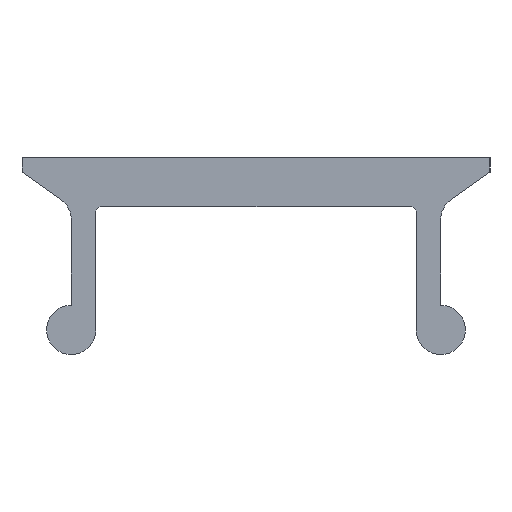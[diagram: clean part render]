
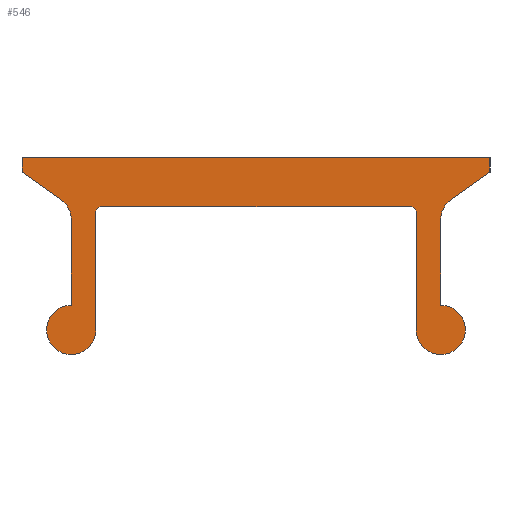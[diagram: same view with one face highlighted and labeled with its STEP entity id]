
A CAD part, left-side view. The second image highlights one B-rep face of the part: STEP entity #546.
In plain terms, the highlighted planar face has unit normal (-1, 0, 0).
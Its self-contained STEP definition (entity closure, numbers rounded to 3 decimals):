
#2 = LINE ( 'NONE', #23, #25 ) ;
#8 = DIRECTION ( 'NONE',  ( 0., 0., 1. ) ) ;
#10 = CARTESIAN_POINT ( 'NONE',  ( 0., 277.942, 138.358 ) ) ;
#11 = AXIS2_PLACEMENT_3D ( 'NONE', #10, #20, #26 ) ;
#13 = VECTOR ( 'NONE', #8, 1000. ) ;
#14 = CARTESIAN_POINT ( 'NONE',  ( 0., 286.442, 141.558 ) ) ;
#15 = LINE ( 'NONE', #14, #13 ) ;
#20 = DIRECTION ( 'NONE',  ( 1., 0., 0. ) ) ;
#22 = DIRECTION ( 'NONE',  ( 0., 0., -1. ) ) ;
#23 = CARTESIAN_POINT ( 'NONE',  ( 0., 276.942, 141.858 ) ) ;
#25 = VECTOR ( 'NONE', #22, 1000. ) ;
#26 = DIRECTION ( 'NONE',  ( 0., 0., -1. ) ) ;
#27 = CIRCLE ( 'NONE', #11, 0.5 ) ;
#32 = DIRECTION ( 'NONE',  ( -1., 0., 0. ) ) ;
#44 = DIRECTION ( 'NONE',  ( 0., 0., -1. ) ) ;
#52 = CARTESIAN_POINT ( 'NONE',  ( 0., 277.442, 140.598 ) ) ;
#53 = CIRCLE ( 'NONE', #59, 0.5 ) ;
#56 = CARTESIAN_POINT ( 'NONE',  ( 0., 278.442, 138.358 ) ) ;
#59 = AXIS2_PLACEMENT_3D ( 'NONE', #52, #64, #63 ) ;
#60 = CARTESIAN_POINT ( 'NONE',  ( 0., 277.729, 141.007 ) ) ;
#63 = DIRECTION ( 'NONE',  ( 0., 0., -1. ) ) ;
#64 = DIRECTION ( 'NONE',  ( -1., 0., 0. ) ) ;
#80 = LINE ( 'NONE', #95, #88 ) ;
#82 = DIRECTION ( 'NONE',  ( 0., 0., -1. ) ) ;
#83 = CIRCLE ( 'NONE', #97, 0.5 ) ;
#86 = CARTESIAN_POINT ( 'NONE',  ( 0., 277.942, 140.598 ) ) ;
#88 = VECTOR ( 'NONE', #96, 1000. ) ;
#91 = DIRECTION ( 'NONE',  ( 1., 0., 0. ) ) ;
#92 = CARTESIAN_POINT ( 'NONE',  ( 0., 285.442, 138.358 ) ) ;
#95 = CARTESIAN_POINT ( 'NONE',  ( 0., 277.942, 140.598 ) ) ;
#96 = DIRECTION ( 'NONE',  ( 0., 0., -1. ) ) ;
#97 = AXIS2_PLACEMENT_3D ( 'NONE', #92, #91, #82 ) ;
#112 = CARTESIAN_POINT ( 'NONE',  ( 0., 284.842, 140.758 ) ) ;
#119 = CARTESIAN_POINT ( 'NONE',  ( 0., 285.442, 138.858 ) ) ;
#120 = CARTESIAN_POINT ( 'NONE',  ( 0., 284.942, 138.358 ) ) ;
#125 = DIRECTION ( 'NONE',  ( 1., 0., 0. ) ) ;
#129 = DIRECTION ( 'NONE',  ( 0., 0., -1. ) ) ;
#130 = CARTESIAN_POINT ( 'NONE',  ( 0., 286.442, 141.558 ) ) ;
#133 = DIRECTION ( 'NONE',  ( 0., 0., 1. ) ) ;
#134 = VECTOR ( 'NONE', #133, 1000. ) ;
#135 = CARTESIAN_POINT ( 'NONE',  ( 0., 285.655, 141.007 ) ) ;
#138 = FACE_OUTER_BOUND ( 'NONE', #545, .T. ) ;
#142 = DIRECTION ( 'NONE',  ( -1., 0., 0. ) ) ;
#150 = AXIS2_PLACEMENT_3D ( 'NONE', #151, #125, #129 ) ;
#151 = CARTESIAN_POINT ( 'NONE',  ( 0., 285.442, 138.358 ) ) ;
#152 = CIRCLE ( 'NONE', #184, 0.5 ) ;
#158 = CIRCLE ( 'NONE', #159, 0.1 ) ;
#159 = AXIS2_PLACEMENT_3D ( 'NONE', #112, #32, #44 ) ;
#166 = CARTESIAN_POINT ( 'NONE',  ( 0., 276.942, 141.858 ) ) ;
#172 = CARTESIAN_POINT ( 'NONE',  ( 0., 286.442, 141.858 ) ) ;
#173 = DIRECTION ( 'NONE',  ( 0., 0.819, 0.573 ) ) ;
#174 = VECTOR ( 'NONE', #173, 1000. ) ;
#175 = CARTESIAN_POINT ( 'NONE',  ( 0., 285.655, 141.007 ) ) ;
#176 = LINE ( 'NONE', #175, #174 ) ;
#177 = PLANE ( 'NONE',  #150 ) ;
#183 = DIRECTION ( 'NONE',  ( 0., 0., -1. ) ) ;
#184 = AXIS2_PLACEMENT_3D ( 'NONE', #194, #142, #183 ) ;
#185 = CARTESIAN_POINT ( 'NONE',  ( 0., 285.442, 138.858 ) ) ;
#186 = LINE ( 'NONE', #185, #134 ) ;
#194 = CARTESIAN_POINT ( 'NONE',  ( 0., 285.942, 140.598 ) ) ;
#209 = CARTESIAN_POINT ( 'NONE',  ( 0., 285.442, 140.598 ) ) ;
#213 = CARTESIAN_POINT ( 'NONE',  ( 0., 276.942, 141.558 ) ) ;
#299 = LINE ( 'NONE', #300, #316 ) ;
#300 = CARTESIAN_POINT ( 'NONE',  ( 0., 286.442, 141.858 ) ) ;
#316 = VECTOR ( 'NONE', #317, 1000. ) ;
#317 = DIRECTION ( 'NONE',  ( 0., -1., 0. ) ) ;
#324 = VERTEX_POINT ( 'NONE', #413 ) ;
#326 = VERTEX_POINT ( 'NONE', #435 ) ;
#332 = EDGE_CURVE ( 'NONE', #520, #324, #453, .T. ) ;
#336 = EDGE_CURVE ( 'NONE', #324, #326, #447, .T. ) ;
#338 = VERTEX_POINT ( 'NONE', #434 ) ;
#347 = EDGE_CURVE ( 'NONE', #326, #338, #431, .T. ) ;
#368 = CARTESIAN_POINT ( 'NONE',  ( 0., 284.942, 140.758 ) ) ;
#372 = LINE ( 'NONE', #368, #387 ) ;
#373 = DIRECTION ( 'NONE',  ( 0., 0., -1. ) ) ;
#387 = VECTOR ( 'NONE', #373, 1000. ) ;
#388 = CARTESIAN_POINT ( 'NONE',  ( 0., 277.942, 138.858 ) ) ;
#391 = CARTESIAN_POINT ( 'NONE',  ( 0., 278.542, 140.758 ) ) ;
#397 = CARTESIAN_POINT ( 'NONE',  ( 0., 278.442, 138.358 ) ) ;
#410 = VECTOR ( 'NONE', #437, 1000. ) ;
#411 = DIRECTION ( 'NONE',  ( 0., 1., 0. ) ) ;
#412 = VECTOR ( 'NONE', #411, 1000. ) ;
#413 = CARTESIAN_POINT ( 'NONE',  ( 0., 278.442, 140.758 ) ) ;
#418 = DIRECTION ( 'NONE',  ( -1., 0., 0. ) ) ;
#426 = CARTESIAN_POINT ( 'NONE',  ( 0., 284.942, 140.758 ) ) ;
#428 = AXIS2_PLACEMENT_3D ( 'NONE', #391, #418, #429 ) ;
#429 = DIRECTION ( 'NONE',  ( 0., 0., -1. ) ) ;
#430 = CARTESIAN_POINT ( 'NONE',  ( 0., 278.542, 140.858 ) ) ;
#431 = LINE ( 'NONE', #430, #412 ) ;
#434 = CARTESIAN_POINT ( 'NONE',  ( 0., 284.842, 140.858 ) ) ;
#435 = CARTESIAN_POINT ( 'NONE',  ( 0., 278.542, 140.858 ) ) ;
#437 = DIRECTION ( 'NONE',  ( 0., 0., 1. ) ) ;
#447 = CIRCLE ( 'NONE', #428, 0.1 ) ;
#453 = LINE ( 'NONE', #397, #410 ) ;
#465 = VERTEX_POINT ( 'NONE', #426 ) ;
#468 = EDGE_CURVE ( 'NONE', #465, #591, #372, .T. ) ;
#481 = VERTEX_POINT ( 'NONE', #388 ) ;
#484 = EDGE_CURVE ( 'NONE', #640, #516, #561, .T. ) ;
#492 = EDGE_CURVE ( 'NONE', #614, #624, #299, .T. ) ;
#502 = EDGE_CURVE ( 'NONE', #481, #520, #27, .T. ) ;
#504 = EDGE_CURVE ( 'NONE', #604, #614, #15, .T. ) ;
#516 = VERTEX_POINT ( 'NONE', #60 ) ;
#520 = VERTEX_POINT ( 'NONE', #56 ) ;
#527 = EDGE_CURVE ( 'NONE', #516, #532, #53, .T. ) ;
#528 = EDGE_CURVE ( 'NONE', #532, #481, #80, .T. ) ;
#532 = VERTEX_POINT ( 'NONE', #86 ) ;
#538 = ORIENTED_EDGE ( 'NONE', *, *, #528, .F. ) ;
#539 = ORIENTED_EDGE ( 'NONE', *, *, #579, .F. ) ;
#540 = ORIENTED_EDGE ( 'NONE', *, *, #605, .F. ) ;
#541 = ORIENTED_EDGE ( 'NONE', *, *, #504, .F. ) ;
#543 = ORIENTED_EDGE ( 'NONE', *, *, #484, .F. ) ;
#544 = ORIENTED_EDGE ( 'NONE', *, *, #492, .F. ) ;
#545 = EDGE_LOOP ( 'NONE', ( #547, #550, #557, #549, #551, #554, #555, #538, #556, #543, #553, #544, #541, #540, #539, #552 ) ) ;
#546 = ADVANCED_FACE ( 'NONE', ( #138 ), #177, .F. ) ;
#547 = ORIENTED_EDGE ( 'NONE', *, *, #631, .F. ) ;
#549 = ORIENTED_EDGE ( 'NONE', *, *, #347, .F. ) ;
#550 = ORIENTED_EDGE ( 'NONE', *, *, #468, .F. ) ;
#551 = ORIENTED_EDGE ( 'NONE', *, *, #336, .F. ) ;
#552 = ORIENTED_EDGE ( 'NONE', *, *, #599, .F. ) ;
#553 = ORIENTED_EDGE ( 'NONE', *, *, #623, .F. ) ;
#554 = ORIENTED_EDGE ( 'NONE', *, *, #332, .F. ) ;
#555 = ORIENTED_EDGE ( 'NONE', *, *, #502, .F. ) ;
#556 = ORIENTED_EDGE ( 'NONE', *, *, #527, .F. ) ;
#557 = ORIENTED_EDGE ( 'NONE', *, *, #642, .F. ) ;
#560 = VECTOR ( 'NONE', #563, 1000. ) ;
#561 = LINE ( 'NONE', #567, #560 ) ;
#563 = DIRECTION ( 'NONE',  ( 0., 0.819, -0.573 ) ) ;
#567 = CARTESIAN_POINT ( 'NONE',  ( 0., 276.942, 141.558 ) ) ;
#570 = VERTEX_POINT ( 'NONE', #135 ) ;
#579 = EDGE_CURVE ( 'NONE', #632, #570, #152, .T. ) ;
#591 = VERTEX_POINT ( 'NONE', #120 ) ;
#593 = VERTEX_POINT ( 'NONE', #119 ) ;
#599 = EDGE_CURVE ( 'NONE', #593, #632, #186, .T. ) ;
#604 = VERTEX_POINT ( 'NONE', #130 ) ;
#605 = EDGE_CURVE ( 'NONE', #570, #604, #176, .T. ) ;
#614 = VERTEX_POINT ( 'NONE', #172 ) ;
#623 = EDGE_CURVE ( 'NONE', #624, #640, #2, .T. ) ;
#624 = VERTEX_POINT ( 'NONE', #166 ) ;
#631 = EDGE_CURVE ( 'NONE', #591, #593, #83, .T. ) ;
#632 = VERTEX_POINT ( 'NONE', #209 ) ;
#640 = VERTEX_POINT ( 'NONE', #213 ) ;
#642 = EDGE_CURVE ( 'NONE', #338, #465, #158, .T. ) ;
